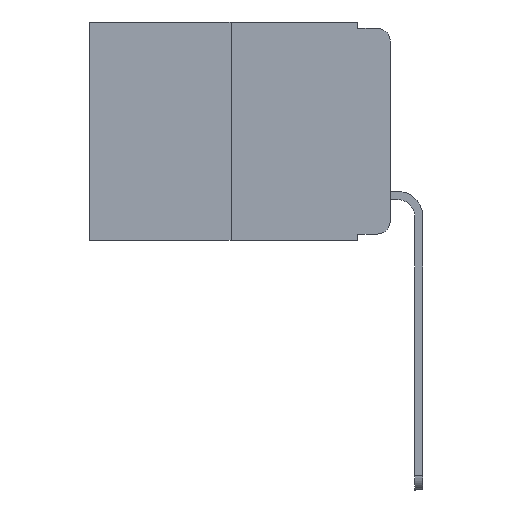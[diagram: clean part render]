
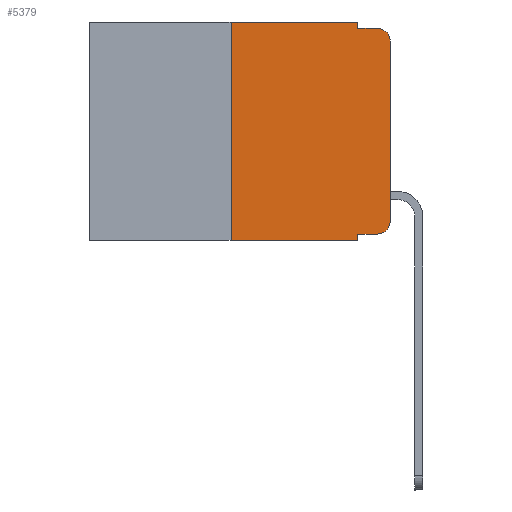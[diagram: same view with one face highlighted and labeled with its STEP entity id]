
A CAD part, left-side view. The second image highlights one B-rep face of the part: STEP entity #5379.
In plain terms, the highlighted planar face has unit normal (-1, 0, 0).
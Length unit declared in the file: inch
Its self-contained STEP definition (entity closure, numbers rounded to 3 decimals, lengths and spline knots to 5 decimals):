
#63 = EDGE_CURVE ( 'NONE', #12936, #19882, #2422, .T. ) ;
#981 = DIRECTION ( 'NONE',  ( 0., -1., 0. ) ) ;
#1220 = CIRCLE ( 'NONE', #6911, 0.02 ) ;
#1640 = DIRECTION ( 'NONE',  ( 0., -1., 0. ) ) ;
#1704 = VERTEX_POINT ( 'NONE', #2519 ) ;
#2060 = ORIENTED_EDGE ( 'NONE', *, *, #8265, .T. ) ;
#2346 = CARTESIAN_POINT ( 'NONE',  ( 0., 0.02, -0.01 ) ) ;
#2422 = CIRCLE ( 'NONE', #19736, 0.02 ) ;
#2519 = CARTESIAN_POINT ( 'NONE',  ( 0., 0.051, -0.333 ) ) ;
#2550 = DIRECTION ( 'NONE',  ( 0., -1., 0. ) ) ;
#2736 = VECTOR ( 'NONE', #4566, 39.37008 ) ;
#3079 = VECTOR ( 'NONE', #15686, 39.37008 ) ;
#3082 = DIRECTION ( 'NONE',  ( 0., 0., -1. ) ) ;
#3282 = EDGE_CURVE ( 'NONE', #16969, #14718, #1220, .T. ) ;
#3859 = VECTOR ( 'NONE', #4549, 39.37008 ) ;
#4190 = EDGE_CURVE ( 'NONE', #21981, #20691, #14570, .T. ) ;
#4549 = DIRECTION ( 'NONE',  ( 0., 0., -1. ) ) ;
#4566 = DIRECTION ( 'NONE',  ( 0., 0., -1. ) ) ;
#4869 = AXIS2_PLACEMENT_3D ( 'NONE', #17096, #13586, #15563 ) ;
#5169 = ORIENTED_EDGE ( 'NONE', *, *, #21718, .T. ) ;
#5379 = ADVANCED_FACE ( 'NONE', ( #19027 ), #6718, .F. ) ;
#5508 = LINE ( 'NONE', #20043, #2736 ) ;
#5757 = CARTESIAN_POINT ( 'NONE',  ( 0., 0.25, -0.343 ) ) ;
#5878 = VERTEX_POINT ( 'NONE', #11578 ) ;
#6139 = ORIENTED_EDGE ( 'NONE', *, *, #63, .T. ) ;
#6718 = PLANE ( 'NONE',  #4869 ) ;
#6911 = AXIS2_PLACEMENT_3D ( 'NONE', #9712, #21914, #3082 ) ;
#7305 = CARTESIAN_POINT ( 'NONE',  ( 0., 0., -0.03 ) ) ;
#7364 = ORIENTED_EDGE ( 'NONE', *, *, #3282, .T. ) ;
#8265 = EDGE_CURVE ( 'NONE', #21981, #11181, #9575, .T. ) ;
#9109 = LINE ( 'NONE', #13908, #15387 ) ;
#9401 = VECTOR ( 'NONE', #11426, 39.37008 ) ;
#9575 = LINE ( 'NONE', #21920, #19703 ) ;
#9617 = EDGE_CURVE ( 'NONE', #1704, #11181, #5508, .T. ) ;
#9712 = CARTESIAN_POINT ( 'NONE',  ( 0., 0.02, -0.03 ) ) ;
#10097 = VECTOR ( 'NONE', #1640, 39.37008 ) ;
#10327 = CARTESIAN_POINT ( 'NONE',  ( 0., 0.051, -0.333 ) ) ;
#10406 = CARTESIAN_POINT ( 'NONE',  ( 0., 0.25, 0. ) ) ;
#10515 = LINE ( 'NONE', #19876, #9401 ) ;
#11037 = ORIENTED_EDGE ( 'NONE', *, *, #17167, .F. ) ;
#11181 = VERTEX_POINT ( 'NONE', #21975 ) ;
#11426 = DIRECTION ( 'NONE',  ( 0., -1., 0. ) ) ;
#11578 = CARTESIAN_POINT ( 'NONE',  ( 0., 0.051, -0.01 ) ) ;
#11794 = LINE ( 'NONE', #20132, #18635 ) ;
#11973 = CARTESIAN_POINT ( 'NONE',  ( 0., 0., -0.313 ) ) ;
#12018 = CARTESIAN_POINT ( 'NONE',  ( 0., 0.02, -0.313 ) ) ;
#12936 = VERTEX_POINT ( 'NONE', #15019 ) ;
#13417 = LINE ( 'NONE', #10327, #10097 ) ;
#13586 = DIRECTION ( 'NONE',  ( 1., 0., 0. ) ) ;
#13908 = CARTESIAN_POINT ( 'NONE',  ( 0., 0., 0. ) ) ;
#13925 = DIRECTION ( 'NONE',  ( 0., 0., -1. ) ) ;
#14141 = ORIENTED_EDGE ( 'NONE', *, *, #4190, .F. ) ;
#14570 = LINE ( 'NONE', #10406, #3079 ) ;
#14718 = VERTEX_POINT ( 'NONE', #2346 ) ;
#15019 = CARTESIAN_POINT ( 'NONE',  ( 0., 0.02, -0.333 ) ) ;
#15387 = VECTOR ( 'NONE', #22586, 39.37008 ) ;
#15563 = DIRECTION ( 'NONE',  ( 0., 0., -1. ) ) ;
#15686 = DIRECTION ( 'NONE',  ( 0., 0., 1. ) ) ;
#16936 = ORIENTED_EDGE ( 'NONE', *, *, #19669, .F. ) ;
#16969 = VERTEX_POINT ( 'NONE', #7305 ) ;
#16988 = ORIENTED_EDGE ( 'NONE', *, *, #17873, .T. ) ;
#17096 = CARTESIAN_POINT ( 'NONE',  ( 0., 0.473, 0. ) ) ;
#17140 = DIRECTION ( 'NONE',  ( -1., 0., 0. ) ) ;
#17167 = EDGE_CURVE ( 'NONE', #5878, #14718, #10515, .T. ) ;
#17288 = EDGE_LOOP ( 'NONE', ( #16988, #7364, #11037, #20405, #16936, #14141, #2060, #21792, #5169, #6139 ) ) ;
#17873 = EDGE_CURVE ( 'NONE', #19882, #16969, #9109, .T. ) ;
#18635 = VECTOR ( 'NONE', #981, 39.37008 ) ;
#19027 = FACE_OUTER_BOUND ( 'NONE', #17288, .T. ) ;
#19250 = CARTESIAN_POINT ( 'NONE',  ( 0., 0.051, 0. ) ) ;
#19669 = EDGE_CURVE ( 'NONE', #20691, #21938, #11794, .T. ) ;
#19703 = VECTOR ( 'NONE', #2550, 39.37008 ) ;
#19736 = AXIS2_PLACEMENT_3D ( 'NONE', #12018, #17140, #13925 ) ;
#19876 = CARTESIAN_POINT ( 'NONE',  ( 0., 0.051, -0.01 ) ) ;
#19882 = VERTEX_POINT ( 'NONE', #11973 ) ;
#20043 = CARTESIAN_POINT ( 'NONE',  ( 0., 0.051, 0. ) ) ;
#20132 = CARTESIAN_POINT ( 'NONE',  ( 0., 0.473, 0. ) ) ;
#20364 = EDGE_CURVE ( 'NONE', #21938, #5878, #22383, .T. ) ;
#20405 = ORIENTED_EDGE ( 'NONE', *, *, #20364, .F. ) ;
#20691 = VERTEX_POINT ( 'NONE', #21441 ) ;
#21441 = CARTESIAN_POINT ( 'NONE',  ( 0., 0.25, 0. ) ) ;
#21683 = CARTESIAN_POINT ( 'NONE',  ( 0., 0.051, 0. ) ) ;
#21718 = EDGE_CURVE ( 'NONE', #1704, #12936, #13417, .T. ) ;
#21792 = ORIENTED_EDGE ( 'NONE', *, *, #9617, .F. ) ;
#21914 = DIRECTION ( 'NONE',  ( -1., 0., 0. ) ) ;
#21920 = CARTESIAN_POINT ( 'NONE',  ( 0., 0.473, -0.343 ) ) ;
#21938 = VERTEX_POINT ( 'NONE', #19250 ) ;
#21975 = CARTESIAN_POINT ( 'NONE',  ( 0., 0.051, -0.343 ) ) ;
#21981 = VERTEX_POINT ( 'NONE', #5757 ) ;
#22383 = LINE ( 'NONE', #21683, #3859 ) ;
#22586 = DIRECTION ( 'NONE',  ( 0., 0., 1. ) ) ;
